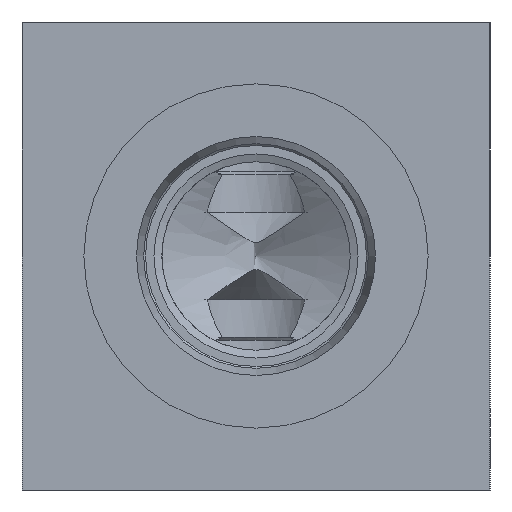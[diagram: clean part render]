
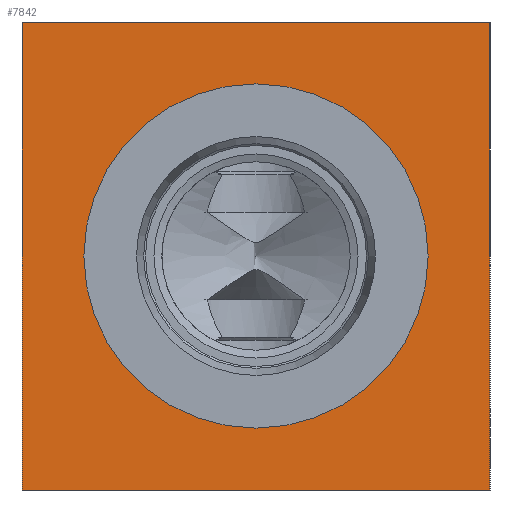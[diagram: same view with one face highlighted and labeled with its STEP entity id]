
A CAD part, left-side view. The second image highlights one B-rep face of the part: STEP entity #7842.
In plain terms, the highlighted planar face has unit normal (-1, 0, 0).
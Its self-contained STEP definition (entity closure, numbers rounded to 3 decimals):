
#200=CIRCLE('',#8262,21.019);
#201=CIRCLE('',#8263,21.019);
#255=FACE_BOUND('',#1321,.T.);
#483=PLANE('',#8276);
#879=FACE_OUTER_BOUND('',#1320,.T.);
#1320=EDGE_LOOP('',(#6996,#6997,#6998,#6999));
#1321=EDGE_LOOP('',(#7000,#7001));
#1603=LINE('',#12112,#2310);
#2035=LINE('',#13738,#2742);
#2036=LINE('',#13739,#2743);
#2037=LINE('',#13740,#2744);
#2310=VECTOR('',#8681,10.);
#2742=VECTOR('',#9813,10.);
#2743=VECTOR('',#9814,10.);
#2744=VECTOR('',#9815,10.);
#3318=VERTEX_POINT('',#12105);
#3321=VERTEX_POINT('',#12110);
#3730=VERTEX_POINT('',#13707);
#3731=VERTEX_POINT('',#13708);
#3740=VERTEX_POINT('',#13736);
#3741=VERTEX_POINT('',#13737);
#4215=EDGE_CURVE('',#3321,#3318,#1603,.T.);
#4819=EDGE_CURVE('',#3730,#3731,#200,.T.);
#4820=EDGE_CURVE('',#3731,#3730,#201,.T.);
#4833=EDGE_CURVE('',#3740,#3741,#2035,.T.);
#4834=EDGE_CURVE('',#3741,#3318,#2036,.T.);
#4835=EDGE_CURVE('',#3740,#3321,#2037,.T.);
#6996=ORIENTED_EDGE('',*,*,#4833,.T.);
#6997=ORIENTED_EDGE('',*,*,#4834,.T.);
#6998=ORIENTED_EDGE('',*,*,#4215,.F.);
#6999=ORIENTED_EDGE('',*,*,#4835,.F.);
#7000=ORIENTED_EDGE('',*,*,#4819,.T.);
#7001=ORIENTED_EDGE('',*,*,#4820,.T.);
#7842=ADVANCED_FACE('',(#879,#255),#483,.T.);
#8262=AXIS2_PLACEMENT_3D('',#13709,#9779,#9780);
#8263=AXIS2_PLACEMENT_3D('',#13710,#9781,#9782);
#8276=AXIS2_PLACEMENT_3D('',#13735,#9811,#9812);
#8681=DIRECTION('',(0.,-1.,0.));
#9779=DIRECTION('center_axis',(1.,0.,0.));
#9780=DIRECTION('ref_axis',(0.,0.,1.));
#9781=DIRECTION('center_axis',(1.,0.,0.));
#9782=DIRECTION('ref_axis',(0.,0.,1.));
#9811=DIRECTION('center_axis',(-1.,0.,0.));
#9812=DIRECTION('ref_axis',(0.,-1.,0.));
#9813=DIRECTION('',(0.,-1.,0.));
#9814=DIRECTION('',(0.,0.,1.));
#9815=DIRECTION('',(0.,0.,1.));
#12105=CARTESIAN_POINT('',(0.,0.,57.15));
#12110=CARTESIAN_POINT('',(0.,57.15,57.15));
#12112=CARTESIAN_POINT('',(0.,57.15,57.15));
#13707=CARTESIAN_POINT('',(0.,28.575,49.594));
#13708=CARTESIAN_POINT('',(0.,28.575,7.556));
#13709=CARTESIAN_POINT('Origin',(0.,28.575,28.575));
#13710=CARTESIAN_POINT('Origin',(0.,28.575,28.575));
#13735=CARTESIAN_POINT('Origin',(0.,57.15,0.));
#13736=CARTESIAN_POINT('',(0.,57.15,0.));
#13737=CARTESIAN_POINT('',(0.,0.,0.));
#13738=CARTESIAN_POINT('',(0.,57.15,0.));
#13739=CARTESIAN_POINT('',(0.,0.,0.));
#13740=CARTESIAN_POINT('',(0.,57.15,0.));
